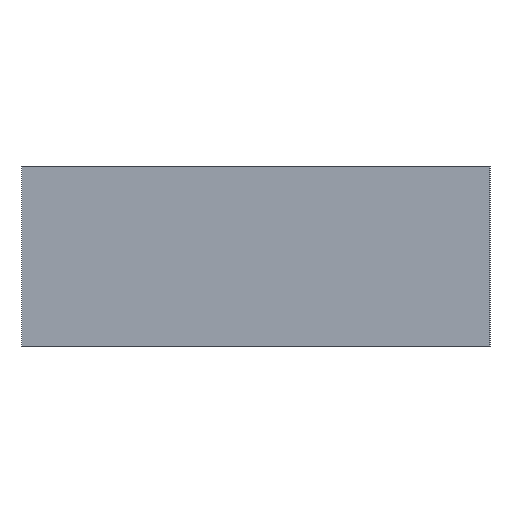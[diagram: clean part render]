
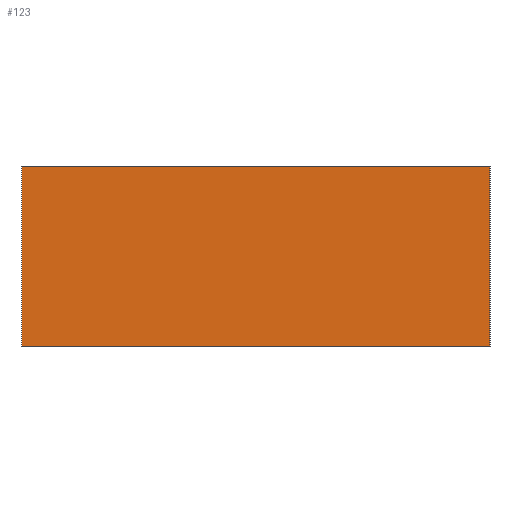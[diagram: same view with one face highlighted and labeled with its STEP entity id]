
A CAD part, left-side view. The second image highlights one B-rep face of the part: STEP entity #123.
In plain terms, the highlighted planar face has unit normal (-1, 0, 0).
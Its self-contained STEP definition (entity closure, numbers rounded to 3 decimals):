
#123=ADVANCED_FACE('',(#1464),#1466,.T.);
#1464=FACE_BOUND('',#1465,.T.);
#1465=EDGE_LOOP('',(#2519,#2520,#2521,#2522));
#1466=PLANE('',#1467);
#1467=AXIS2_PLACEMENT_3D('',#1468,#1469,#1470);
#1468=CARTESIAN_POINT('',(-1.05,0.65,0.));
#1469=DIRECTION('',(-1.,0.,0.));
#1470=DIRECTION('',(0.,-1.,0.));
#2519=ORIENTED_EDGE('',*,*,#3638,.T.);
#2520=ORIENTED_EDGE('',*,*,#3636,.T.);
#2521=ORIENTED_EDGE('',*,*,#3630,.F.);
#2522=ORIENTED_EDGE('',*,*,#3625,.F.);
#3625=EDGE_CURVE('',#4075,#4077,#4078,.T.);
#3630=EDGE_CURVE('',#4077,#4085,#4086,.T.);
#3636=EDGE_CURVE('',#4088,#4085,#4096,.T.);
#3638=EDGE_CURVE('',#4075,#4088,#4098,.T.);
#4075=VERTEX_POINT('',#4829);
#4077=VERTEX_POINT('',#4833);
#4078=LINE('',#4834,#4835);
#4085=VERTEX_POINT('',#4851);
#4086=LINE('',#4852,#4853);
#4088=VERTEX_POINT('',#4858);
#4096=LINE('',#4874,#4875);
#4098=LINE('',#4880,#4881);
#4829=CARTESIAN_POINT('',(-1.05,0.65,0.));
#4833=CARTESIAN_POINT('',(-1.05,0.65,0.5));
#4834=CARTESIAN_POINT('',(-1.05,0.65,0.));
#4835=VECTOR('',#4836,1.);
#4836=DIRECTION('',(0.,0.,1.));
#4851=CARTESIAN_POINT('',(-1.05,-0.65,0.5));
#4852=CARTESIAN_POINT('',(-1.05,0.65,0.5));
#4853=VECTOR('',#4854,1.);
#4854=DIRECTION('',(0.,-1.,0.));
#4858=CARTESIAN_POINT('',(-1.05,-0.65,0.));
#4874=CARTESIAN_POINT('',(-1.05,-0.65,0.));
#4875=VECTOR('',#4876,1.);
#4876=DIRECTION('',(0.,0.,1.));
#4880=CARTESIAN_POINT('',(-1.05,0.65,0.));
#4881=VECTOR('',#4882,1.);
#4882=DIRECTION('',(0.,-1.,0.));
